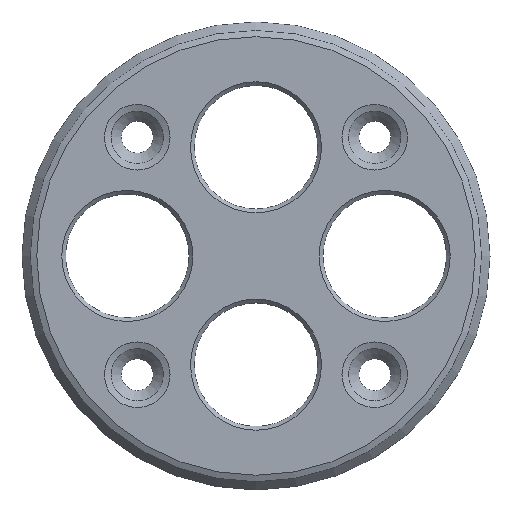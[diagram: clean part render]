
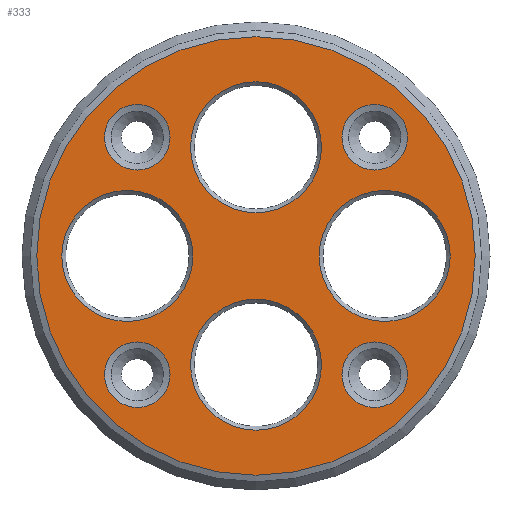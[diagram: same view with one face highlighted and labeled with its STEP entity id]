
A CAD part, top view. The second image highlights one B-rep face of the part: STEP entity #333.
In plain terms, the highlighted planar face has unit normal (0, 0, 1).
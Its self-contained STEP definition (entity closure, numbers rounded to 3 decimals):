
#19=FACE_BOUND('',#59,.T.);
#20=FACE_BOUND('',#60,.T.);
#21=FACE_BOUND('',#61,.T.);
#22=FACE_BOUND('',#62,.T.);
#23=FACE_BOUND('',#63,.T.);
#24=FACE_BOUND('',#64,.T.);
#25=FACE_BOUND('',#65,.T.);
#26=FACE_BOUND('',#66,.T.);
#35=PLANE('',#369);
#38=FACE_OUTER_BOUND('',#58,.T.);
#58=EDGE_LOOP('',(#232));
#59=EDGE_LOOP('',(#233));
#60=EDGE_LOOP('',(#234));
#61=EDGE_LOOP('',(#235));
#62=EDGE_LOOP('',(#236));
#63=EDGE_LOOP('',(#237));
#64=EDGE_LOOP('',(#238));
#65=EDGE_LOOP('',(#239));
#66=EDGE_LOOP('',(#240));
#130=CIRCLE('',#368,3.5);
#131=CIRCLE('',#370,23.425);
#132=CIRCLE('',#371,3.5);
#133=CIRCLE('',#372,7.);
#134=CIRCLE('',#373,7.);
#135=CIRCLE('',#374,3.5);
#136=CIRCLE('',#375,3.5);
#137=CIRCLE('',#376,7.);
#138=CIRCLE('',#377,7.);
#157=VERTEX_POINT('',#531);
#158=VERTEX_POINT('',#535);
#159=VERTEX_POINT('',#537);
#160=VERTEX_POINT('',#539);
#161=VERTEX_POINT('',#541);
#162=VERTEX_POINT('',#543);
#163=VERTEX_POINT('',#545);
#164=VERTEX_POINT('',#547);
#165=VERTEX_POINT('',#549);
#185=EDGE_CURVE('',#157,#157,#130,.T.);
#186=EDGE_CURVE('',#158,#158,#131,.T.);
#187=EDGE_CURVE('',#159,#159,#132,.T.);
#188=EDGE_CURVE('',#160,#160,#133,.T.);
#189=EDGE_CURVE('',#161,#161,#134,.T.);
#190=EDGE_CURVE('',#162,#162,#135,.T.);
#191=EDGE_CURVE('',#163,#163,#136,.T.);
#192=EDGE_CURVE('',#164,#164,#137,.T.);
#193=EDGE_CURVE('',#165,#165,#138,.T.);
#232=ORIENTED_EDGE('',*,*,#186,.F.);
#233=ORIENTED_EDGE('',*,*,#187,.F.);
#234=ORIENTED_EDGE('',*,*,#188,.F.);
#235=ORIENTED_EDGE('',*,*,#189,.F.);
#236=ORIENTED_EDGE('',*,*,#190,.F.);
#237=ORIENTED_EDGE('',*,*,#191,.F.);
#238=ORIENTED_EDGE('',*,*,#192,.F.);
#239=ORIENTED_EDGE('',*,*,#193,.F.);
#240=ORIENTED_EDGE('',*,*,#185,.F.);
#333=ADVANCED_FACE('',(#38,#19,#20,#21,#22,#23,#24,#25,#26),#35,.T.);
#368=AXIS2_PLACEMENT_3D('',#533,#420,#421);
#369=AXIS2_PLACEMENT_3D('',#534,#422,#423);
#370=AXIS2_PLACEMENT_3D('',#536,#424,#425);
#371=AXIS2_PLACEMENT_3D('',#538,#426,#427);
#372=AXIS2_PLACEMENT_3D('',#540,#428,#429);
#373=AXIS2_PLACEMENT_3D('',#542,#430,#431);
#374=AXIS2_PLACEMENT_3D('',#544,#432,#433);
#375=AXIS2_PLACEMENT_3D('',#546,#434,#435);
#376=AXIS2_PLACEMENT_3D('',#548,#436,#437);
#377=AXIS2_PLACEMENT_3D('',#550,#438,#439);
#420=DIRECTION('center_axis',(0.,0.,
1.));
#421=DIRECTION('ref_axis',(-1.,0.,0.));
#422=DIRECTION('center_axis',(0.,0.,
1.));
#423=DIRECTION('ref_axis',(-1.,0.,0.));
#424=DIRECTION('center_axis',(0.,0.,
-1.));
#425=DIRECTION('ref_axis',(-1.,0.,0.));
#426=DIRECTION('center_axis',(0.,0.,
1.));
#427=DIRECTION('ref_axis',(-1.,0.,0.));
#428=DIRECTION('center_axis',(0.,0.,
1.));
#429=DIRECTION('ref_axis',(-1.,0.,0.));
#430=DIRECTION('center_axis',(0.,0.,
1.));
#431=DIRECTION('ref_axis',(-1.,0.,0.));
#432=DIRECTION('center_axis',(0.,0.,
1.));
#433=DIRECTION('ref_axis',(-1.,0.,0.));
#434=DIRECTION('center_axis',(0.,0.,
1.));
#435=DIRECTION('ref_axis',(-1.,0.,0.));
#436=DIRECTION('center_axis',(0.,0.,
1.));
#437=DIRECTION('ref_axis',(-1.,0.,0.));
#438=DIRECTION('center_axis',(0.,0.,
1.));
#439=DIRECTION('ref_axis',(-1.,0.,0.));
#531=CARTESIAN_POINT('',(-108.658,-12.683,3.4));
#533=CARTESIAN_POINT('Origin',(-112.158,-12.683,3.4));
#534=CARTESIAN_POINT('Origin',(-99.475,0.,3.4));
#535=CARTESIAN_POINT('',(-76.05,0.,3.4));
#536=CARTESIAN_POINT('Origin',(-99.475,0.,3.4));
#537=CARTESIAN_POINT('',(-83.292,12.683,3.4));
#538=CARTESIAN_POINT('Origin',(-86.792,12.683,3.4));
#539=CARTESIAN_POINT('',(-106.225,0.,3.4));
#540=CARTESIAN_POINT('Origin',(-113.225,0.,3.4));
#541=CARTESIAN_POINT('',(-92.475,-11.616,3.4));
#542=CARTESIAN_POINT('Origin',(-99.475,-11.616,3.4));
#543=CARTESIAN_POINT('',(-108.658,12.683,3.4));
#544=CARTESIAN_POINT('Origin',(-112.158,12.683,3.4));
#545=CARTESIAN_POINT('',(-83.292,-12.683,3.4));
#546=CARTESIAN_POINT('Origin',(-86.792,-12.683,3.4));
#547=CARTESIAN_POINT('',(-78.725,0.,3.4));
#548=CARTESIAN_POINT('Origin',(-85.725,0.,3.4));
#549=CARTESIAN_POINT('',(-92.475,11.616,3.4));
#550=CARTESIAN_POINT('Origin',(-99.475,11.616,3.4));
